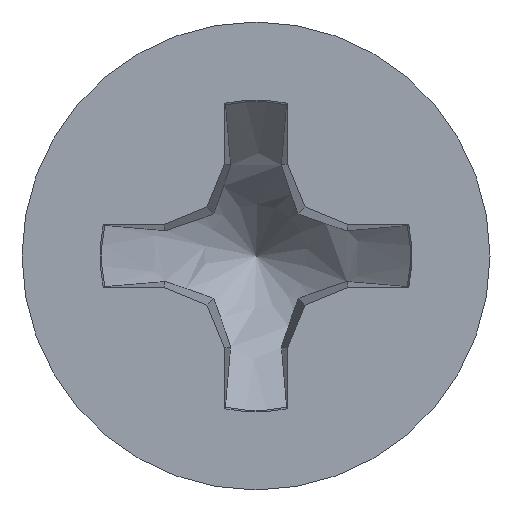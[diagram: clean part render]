
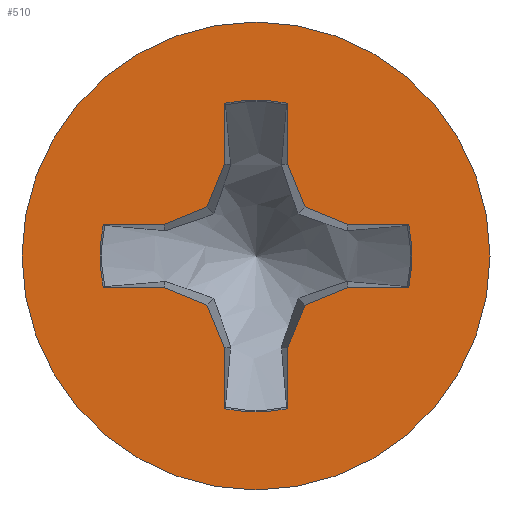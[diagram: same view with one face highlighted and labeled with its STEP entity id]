
A CAD part, top view. The second image highlights one B-rep face of the part: STEP entity #510.
In plain terms, the highlighted planar face has unit normal (0, 0, 1).
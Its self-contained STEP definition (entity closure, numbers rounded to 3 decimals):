
#18=PLANE('',#570);
#40=FACE_BOUND('',#165,.T.);
#51=LINE('',#4726,#87);
#52=LINE('',#4730,#88);
#53=LINE('',#4732,#89);
#54=LINE('',#4734,#90);
#55=LINE('',#4735,#91);
#56=LINE('',#4737,#92);
#57=LINE('',#4739,#93);
#58=LINE('',#4741,#94);
#59=LINE('',#4743,#95);
#60=LINE('',#4747,#96);
#61=LINE('',#4749,#97);
#62=LINE('',#4751,#98);
#63=LINE('',#4753,#99);
#64=LINE('',#4757,#100);
#65=LINE('',#4759,#101);
#66=LINE('',#4760,#102);
#87=VECTOR('',#639,1000.);
#88=VECTOR('',#642,1000.);
#89=VECTOR('',#643,1000.);
#90=VECTOR('',#644,1000.);
#91=VECTOR('',#645,1000.);
#92=VECTOR('',#646,1000.);
#93=VECTOR('',#647,1000.);
#94=VECTOR('',#648,1000.);
#95=VECTOR('',#649,1000.);
#96=VECTOR('',#652,1000.);
#97=VECTOR('',#653,1000.);
#98=VECTOR('',#654,1000.);
#99=VECTOR('',#655,1000.);
#100=VECTOR('',#658,1000.);
#101=VECTOR('',#659,1000.);
#102=VECTOR('',#660,1000.);
#131=FACE_OUTER_BOUND('',#164,.T.);
#164=EDGE_LOOP('',(#395));
#165=EDGE_LOOP('',(#396,#397,#398,#399,#400,#401,#402,#403,#404,#405,#406,
#407,#408,#409,#410,#411,#412,#413,#414,#415));
#205=CIRCLE('',#556,1.867);
#209=CIRCLE('',#562,2.8);
#213=CIRCLE('',#571,1.867);
#214=CIRCLE('',#572,1.867);
#215=CIRCLE('',#573,1.867);
#236=VERTEX_POINT('',#792);
#237=VERTEX_POINT('',#794);
#243=VERTEX_POINT('',#859);
#249=VERTEX_POINT('',#4724);
#250=VERTEX_POINT('',#4725);
#251=VERTEX_POINT('',#4727);
#252=VERTEX_POINT('',#4729);
#253=VERTEX_POINT('',#4731);
#254=VERTEX_POINT('',#4733);
#255=VERTEX_POINT('',#4736);
#256=VERTEX_POINT('',#4738);
#257=VERTEX_POINT('',#4740);
#258=VERTEX_POINT('',#4742);
#259=VERTEX_POINT('',#4744);
#260=VERTEX_POINT('',#4746);
#261=VERTEX_POINT('',#4748);
#262=VERTEX_POINT('',#4750);
#263=VERTEX_POINT('',#4752);
#264=VERTEX_POINT('',#4754);
#265=VERTEX_POINT('',#4756);
#266=VERTEX_POINT('',#4758);
#288=EDGE_CURVE('',#236,#237,#205,.T.);
#295=EDGE_CURVE('',#243,#243,#209,.T.);
#305=EDGE_CURVE('',#249,#250,#51,.T.);
#306=EDGE_CURVE('',#251,#249,#213,.T.);
#307=EDGE_CURVE('',#252,#251,#52,.T.);
#308=EDGE_CURVE('',#253,#252,#53,.T.);
#309=EDGE_CURVE('',#254,#253,#54,.T.);
#310=EDGE_CURVE('',#237,#254,#55,.T.);
#311=EDGE_CURVE('',#255,#236,#56,.T.);
#312=EDGE_CURVE('',#256,#255,#57,.T.);
#313=EDGE_CURVE('',#257,#256,#58,.T.);
#314=EDGE_CURVE('',#258,#257,#59,.T.);
#315=EDGE_CURVE('',#259,#258,#214,.T.);
#316=EDGE_CURVE('',#260,#259,#60,.T.);
#317=EDGE_CURVE('',#261,#260,#61,.T.);
#318=EDGE_CURVE('',#262,#261,#62,.T.);
#319=EDGE_CURVE('',#263,#262,#63,.T.);
#320=EDGE_CURVE('',#264,#263,#215,.T.);
#321=EDGE_CURVE('',#265,#264,#64,.T.);
#322=EDGE_CURVE('',#266,#265,#65,.T.);
#323=EDGE_CURVE('',#250,#266,#66,.T.);
#395=ORIENTED_EDGE('',*,*,#295,.F.);
#396=ORIENTED_EDGE('',*,*,#305,.F.);
#397=ORIENTED_EDGE('',*,*,#306,.F.);
#398=ORIENTED_EDGE('',*,*,#307,.F.);
#399=ORIENTED_EDGE('',*,*,#308,.F.);
#400=ORIENTED_EDGE('',*,*,#309,.F.);
#401=ORIENTED_EDGE('',*,*,#310,.F.);
#402=ORIENTED_EDGE('',*,*,#288,.F.);
#403=ORIENTED_EDGE('',*,*,#311,.F.);
#404=ORIENTED_EDGE('',*,*,#312,.F.);
#405=ORIENTED_EDGE('',*,*,#313,.F.);
#406=ORIENTED_EDGE('',*,*,#314,.F.);
#407=ORIENTED_EDGE('',*,*,#315,.F.);
#408=ORIENTED_EDGE('',*,*,#316,.F.);
#409=ORIENTED_EDGE('',*,*,#317,.F.);
#410=ORIENTED_EDGE('',*,*,#318,.F.);
#411=ORIENTED_EDGE('',*,*,#319,.F.);
#412=ORIENTED_EDGE('',*,*,#320,.F.);
#413=ORIENTED_EDGE('',*,*,#321,.F.);
#414=ORIENTED_EDGE('',*,*,#322,.F.);
#415=ORIENTED_EDGE('',*,*,#323,.F.);
#510=ADVANCED_FACE('',(#131,#40),#18,.F.);
#556=AXIS2_PLACEMENT_3D('',#795,#608,#609);
#562=AXIS2_PLACEMENT_3D('',#860,#621,#622);
#570=AXIS2_PLACEMENT_3D('',#4723,#637,#638);
#571=AXIS2_PLACEMENT_3D('',#4728,#640,#641);
#572=AXIS2_PLACEMENT_3D('',#4745,#650,#651);
#573=AXIS2_PLACEMENT_3D('',#4755,#656,#657);
#608=DIRECTION('center_axis',(0.,0.,1.));
#609=DIRECTION('ref_axis',(1.,0.,0.));
#621=DIRECTION('center_axis',(0.,0.,-1.));
#622=DIRECTION('ref_axis',(-1.,0.,0.));
#637=DIRECTION('center_axis',(0.,0.,-1.));
#638=DIRECTION('ref_axis',(0.,1.,0.));
#639=DIRECTION('',(0.,-1.,0.));
#640=DIRECTION('center_axis',(0.,0.,1.));
#641=DIRECTION('ref_axis',(1.,0.,0.));
#642=DIRECTION('',(0.,1.,0.));
#643=DIRECTION('',(-0.383,0.924,0.));
#644=DIRECTION('',(-0.924,0.383,0.));
#645=DIRECTION('',(-1.,0.,0.));
#646=DIRECTION('',(1.,0.,0.));
#647=DIRECTION('',(0.924,0.383,0.));
#648=DIRECTION('',(0.383,0.924,0.));
#649=DIRECTION('',(0.,1.,0.));
#650=DIRECTION('center_axis',(0.,0.,1.));
#651=DIRECTION('ref_axis',(-1.,0.,0.));
#652=DIRECTION('',(0.,-1.,0.));
#653=DIRECTION('',(0.383,-0.924,0.));
#654=DIRECTION('',(0.924,-0.383,0.));
#655=DIRECTION('',(1.,0.,0.));
#656=DIRECTION('center_axis',(0.,0.,1.));
#657=DIRECTION('ref_axis',(0.,1.,0.));
#658=DIRECTION('',(-1.,0.,0.));
#659=DIRECTION('',(-0.924,-0.383,0.));
#660=DIRECTION('',(-0.383,-0.924,0.));
#792=CARTESIAN_POINT('',(1.829,-0.373,1.65));
#794=CARTESIAN_POINT('',(1.829,0.373,1.65));
#795=CARTESIAN_POINT('Origin',(0.,0.,1.65));
#859=CARTESIAN_POINT('',(2.8,0.,1.65));
#860=CARTESIAN_POINT('Origin',(0.,0.,1.65));
#4723=CARTESIAN_POINT('Origin',(0.,1.5,1.65));
#4724=CARTESIAN_POINT('',(-0.373,1.829,1.65));
#4725=CARTESIAN_POINT('',(-0.373,1.101,1.65));
#4726=CARTESIAN_POINT('',(-0.373,1.829,1.65));
#4727=CARTESIAN_POINT('',(0.373,1.829,1.65));
#4728=CARTESIAN_POINT('Origin',(0.,0.,1.65));
#4729=CARTESIAN_POINT('',(0.373,1.101,1.65));
#4730=CARTESIAN_POINT('',(0.373,1.101,1.65));
#4731=CARTESIAN_POINT('',(0.587,0.587,1.65));
#4732=CARTESIAN_POINT('',(0.587,0.587,1.65));
#4733=CARTESIAN_POINT('',(1.101,0.373,1.65));
#4734=CARTESIAN_POINT('',(1.101,0.373,1.65));
#4735=CARTESIAN_POINT('',(1.829,0.373,1.65));
#4736=CARTESIAN_POINT('',(1.101,-0.373,1.65));
#4737=CARTESIAN_POINT('',(1.101,-0.373,1.65));
#4738=CARTESIAN_POINT('',(0.587,-0.587,1.65));
#4739=CARTESIAN_POINT('',(0.587,-0.587,1.65));
#4740=CARTESIAN_POINT('',(0.373,-1.101,1.65));
#4741=CARTESIAN_POINT('',(0.373,-1.101,1.65));
#4742=CARTESIAN_POINT('',(0.373,-1.829,1.65));
#4743=CARTESIAN_POINT('',(0.373,-1.829,1.65));
#4744=CARTESIAN_POINT('',(-0.373,-1.829,1.65));
#4745=CARTESIAN_POINT('Origin',(0.,0.,
1.65));
#4746=CARTESIAN_POINT('',(-0.373,-1.101,1.65));
#4747=CARTESIAN_POINT('',(-0.373,-1.101,1.65));
#4748=CARTESIAN_POINT('',(-0.587,-0.587,1.65));
#4749=CARTESIAN_POINT('',(-0.587,-0.587,1.65));
#4750=CARTESIAN_POINT('',(-1.101,-0.373,1.65));
#4751=CARTESIAN_POINT('',(-1.101,-0.373,1.65));
#4752=CARTESIAN_POINT('',(-1.829,-0.373,1.65));
#4753=CARTESIAN_POINT('',(-1.829,-0.373,1.65));
#4754=CARTESIAN_POINT('',(-1.829,0.373,1.65));
#4755=CARTESIAN_POINT('Origin',(0.,0.,
1.65));
#4756=CARTESIAN_POINT('',(-1.101,0.373,1.65));
#4757=CARTESIAN_POINT('',(-1.101,0.373,1.65));
#4758=CARTESIAN_POINT('',(-0.587,0.587,1.65));
#4759=CARTESIAN_POINT('',(-0.587,0.587,1.65));
#4760=CARTESIAN_POINT('',(-0.373,1.101,1.65));
